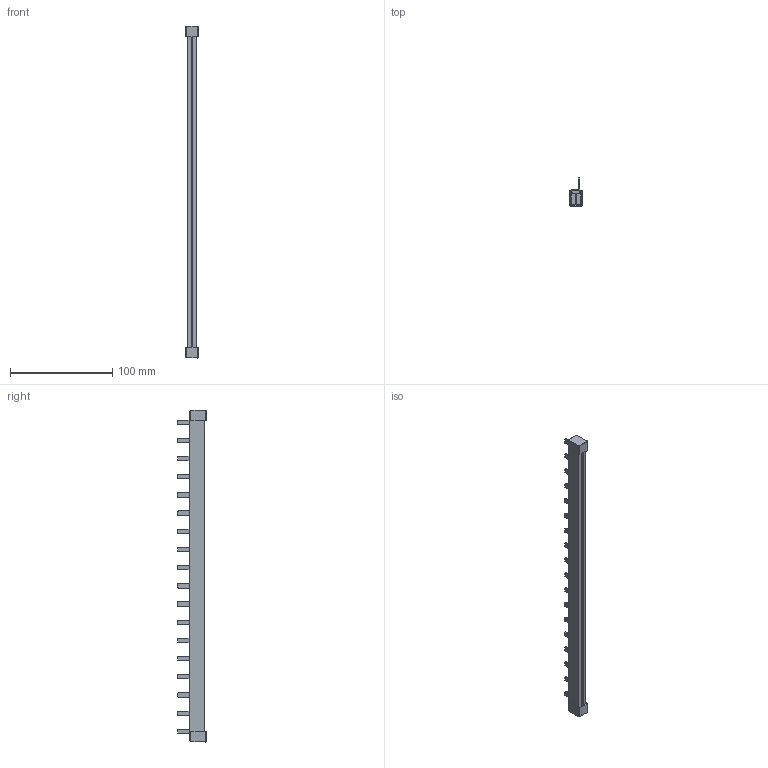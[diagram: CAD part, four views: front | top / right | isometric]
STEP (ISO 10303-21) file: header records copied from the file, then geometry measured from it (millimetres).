
FILE_DESCRIPTION (( 'STEP AP203' ), '1' );
FILE_NAME ('2 Fazlý Müþterek W Otomat Barasý - 9 Modül.STEP', '2020-08-17T07:32:41', ( '' ), ( '' ), 'SwSTEP 2.0', 'SolidWorks 2011', '' );
FILE_SCHEMA (( 'CONFIG_CONTROL_DESIGN' ));
Length unit declared in the file: millimetre
Products named in the file (1): 2 Fazlý Müþterek W Otomat Barasý - 9 Modül
Bounding box: 11.8 x 27.9 x 324 mm (x, y, z)
Volume: 36301.6 mm3; surface area: 34895.8 mm2
Topology: 3 solids, 4 shells, 959 faces, 2773 edges, 1842 vertices
Faces by surface type: plane 772, cylinder 143, bspline 36, torus 8
Entity records: 32062 total; most frequent: CARTESIAN_POINT 7099, ORIENTED_EDGE 5546, DIRECTION 4615, EDGE_CURVE 2773, LINE 2323, VECTOR 2323, VERTEX_POINT 1842, AXIS2_PLACEMENT_3D 1146
